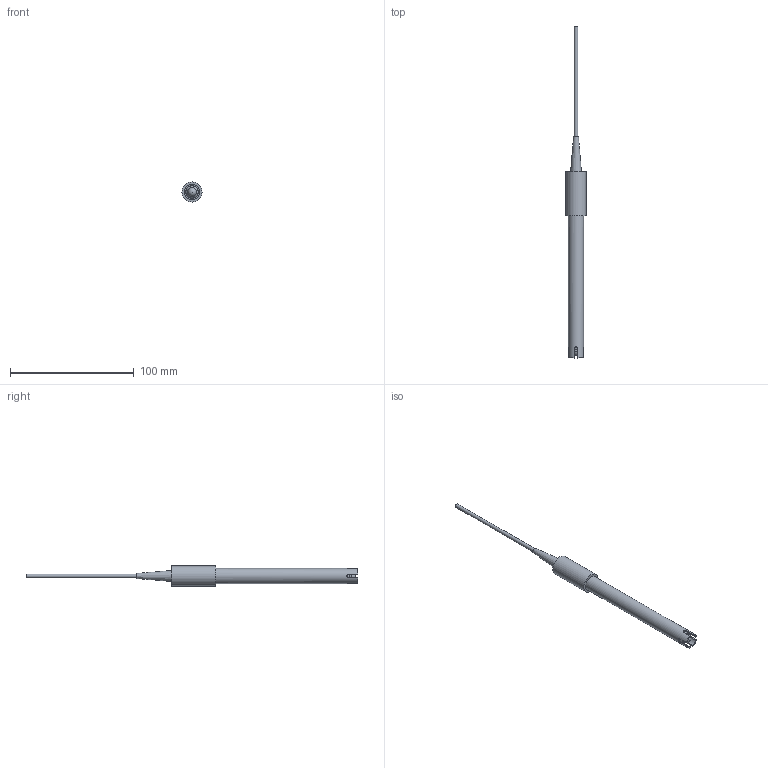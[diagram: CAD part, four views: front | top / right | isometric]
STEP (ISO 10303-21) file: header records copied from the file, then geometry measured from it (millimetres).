
FILE_DESCRIPTION(/* description */ ('STEP AP214'),/* implementation_level */ '2;1');
FILE_NAME(/* name */ 'ENV-30-pH v1.step',/* time_stamp */ '2024-10-04T00:33:47+06:00',/* author */ (''),/* organization */ (''),/* preprocessor_version */ 'ST-DEVELOPER v20',/* originating_system */ 'Autodesk Translation Framework v13.20.0.188',/* authorisation */ '');
FILE_SCHEMA (('AUTOMOTIVE_DESIGN { 1 0 10303 214 3 1 1 }'));
Length unit declared in the file: millimetre
Products named in the file (1): ENV-30-pH
Bounding box: 16.3 x 268.6 x 16.3 mm (x, y, z)
Volume: 21870 mm3; surface area: 8310.6 mm2
Topology: 1 solids, 1 shells, 32 faces, 80 edges, 52 vertices
Faces by surface type: plane 16, cylinder 13, cone 1, sphere 1, torus 1
Full cylindrical faces by diameter (mm): 3 x1, 7 x1, 10.2 x1, 12.2 x1, 16.3 x1
Entity records: 1121 total; most frequent: CARTESIAN_POINT 308, ORIENTED_EDGE 158, DIRECTION 150, EDGE_CURVE 79, AXIS2_PLACEMENT_3D 54, VERTEX_POINT 52, LINE 42, VECTOR 42
